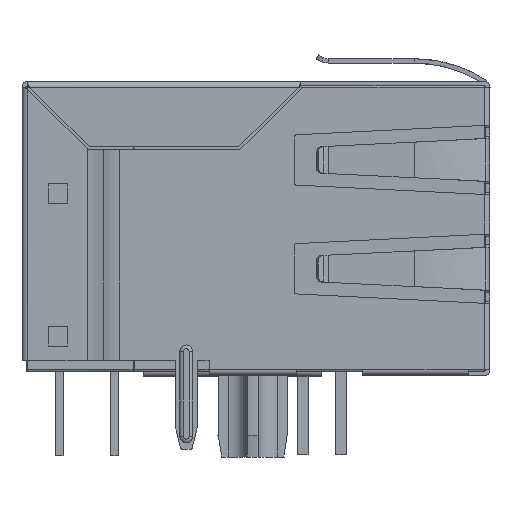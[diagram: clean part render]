
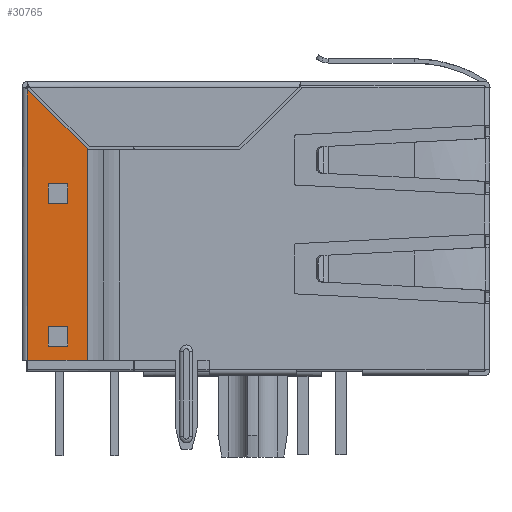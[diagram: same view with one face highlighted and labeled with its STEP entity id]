
A CAD part, left-side view. The second image highlights one B-rep face of the part: STEP entity #30765.
In plain terms, the highlighted face is planar.
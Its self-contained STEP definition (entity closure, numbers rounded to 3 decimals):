
#2719=ORIENTED_EDGE('',*,*,#9046,.F.);
#2720=ORIENTED_EDGE('',*,*,#9048,.F.);
#2721=ORIENTED_EDGE('',*,*,#9039,.F.);
#2722=ORIENTED_EDGE('',*,*,#9043,.F.);
#2723=ORIENTED_EDGE('',*,*,#9058,.F.);
#2724=ORIENTED_EDGE('',*,*,#9060,.F.);
#2725=ORIENTED_EDGE('',*,*,#9051,.F.);
#2726=ORIENTED_EDGE('',*,*,#9055,.F.);
#2727=ORIENTED_EDGE('',*,*,#9065,.T.);
#2728=ORIENTED_EDGE('',*,*,#9035,.T.);
#2729=ORIENTED_EDGE('',*,*,#8949,.T.);
#2730=ORIENTED_EDGE('',*,*,#9063,.T.);
#8949=EDGE_CURVE('',#12149,#12148,#14123,.T.);
#9035=EDGE_CURVE('',#12191,#12149,#14171,.T.);
#9039=EDGE_CURVE('',#12196,#12197,#14175,.T.);
#9043=EDGE_CURVE('',#12199,#12196,#14179,.T.);
#9046=EDGE_CURVE('',#12201,#12199,#14182,.T.);
#9048=EDGE_CURVE('',#12197,#12201,#14184,.T.);
#9051=EDGE_CURVE('',#12204,#12205,#14187,.T.);
#9055=EDGE_CURVE('',#12207,#12204,#14191,.T.);
#9058=EDGE_CURVE('',#12209,#12207,#14194,.T.);
#9060=EDGE_CURVE('',#12205,#12209,#14196,.T.);
#9063=EDGE_CURVE('',#12148,#12211,#14199,.T.);
#9065=EDGE_CURVE('',#12211,#12191,#14201,.T.);
#12148=VERTEX_POINT('',#41574);
#12149=VERTEX_POINT('',#41576);
#12191=VERTEX_POINT('',#41813);
#12196=VERTEX_POINT('',#41837);
#12197=VERTEX_POINT('',#41839);
#12199=VERTEX_POINT('',#41845);
#12201=VERTEX_POINT('',#41851);
#12204=VERTEX_POINT('',#41861);
#12205=VERTEX_POINT('',#41863);
#12207=VERTEX_POINT('',#41869);
#12209=VERTEX_POINT('',#41875);
#12211=VERTEX_POINT('',#41884);
#14123=LINE('',#41575,#16382);
#14171=LINE('',#41829,#16430);
#14175=LINE('',#41838,#16434);
#14179=LINE('',#41846,#16438);
#14182=LINE('',#41852,#16441);
#14184=LINE('',#41855,#16443);
#14187=LINE('',#41862,#16446);
#14191=LINE('',#41870,#16450);
#14194=LINE('',#41876,#16453);
#14196=LINE('',#41879,#16455);
#14199=LINE('',#41885,#16458);
#14201=LINE('',#41889,#16460);
#16382=VECTOR('',#34732,1000.);
#16430=VECTOR('',#34886,1000.);
#16434=VECTOR('',#34894,1000.);
#16438=VECTOR('',#34900,1000.);
#16441=VECTOR('',#34905,1000.);
#16443=VECTOR('',#34909,1000.);
#16446=VECTOR('',#34914,1000.);
#16450=VECTOR('',#34920,1000.);
#16453=VECTOR('',#34925,1000.);
#16455=VECTOR('',#34929,1000.);
#16458=VECTOR('',#34934,1000.);
#16460=VECTOR('',#34940,1000.);
#18376=EDGE_LOOP('',(#2719,#2720,#2721,#2722));
#18377=EDGE_LOOP('',(#2723,#2724,#2725,#2726));
#18378=EDGE_LOOP('',(#2727,#2728,#2729,#2730));
#19720=FACE_BOUND('',#18376,.T.);
#19721=FACE_BOUND('',#18377,.T.);
#19722=FACE_BOUND('',#18378,.T.);
#20984=PLANE('',#32210);
#30765=ADVANCED_FACE('',(#19720,#19721,#19722),#20984,.F.);
#32210=AXIS2_PLACEMENT_3D('',#41890,#34941,#34942);
#34732=DIRECTION('',(0.,-1.,0.));
#34886=DIRECTION('',(0.,0.,1.));
#34894=DIRECTION('',(0.,-1.,0.));
#34900=DIRECTION('',(0.,0.,1.));
#34905=DIRECTION('',(0.,1.,0.));
#34909=DIRECTION('',(0.,0.,-1.));
#34914=DIRECTION('',(0.,-1.,0.));
#34920=DIRECTION('',(0.,0.,1.));
#34925=DIRECTION('',(0.,1.,0.));
#34929=DIRECTION('',(0.,0.,-1.));
#34934=DIRECTION('',(0.,0.,-1.));
#34940=DIRECTION('',(0.,0.707,-0.707));
#34941=DIRECTION('',(-1.,0.,0.));
#34942=DIRECTION('',(0.,-1.,0.));
#41574=CARTESIAN_POINT('',(15.7,7.75,6.05));
#41575=CARTESIAN_POINT('',(15.7,10.591,6.05));
#41576=CARTESIAN_POINT('',(15.7,10.5,6.05));
#41813=CARTESIAN_POINT('',(15.7,10.5,-6.409));
#41829=CARTESIAN_POINT('',(15.7,10.5,-6.409));
#41837=CARTESIAN_POINT('',(15.7,9.55,-1.15));
#41838=CARTESIAN_POINT('',(15.7,9.55,-1.15));
#41839=CARTESIAN_POINT('',(15.7,8.65,-1.15));
#41845=CARTESIAN_POINT('',(15.7,9.55,-2.05));
#41846=CARTESIAN_POINT('',(15.7,9.55,-2.05));
#41851=CARTESIAN_POINT('',(15.7,8.65,-2.05));
#41852=CARTESIAN_POINT('',(15.7,8.65,-2.05));
#41855=CARTESIAN_POINT('',(15.7,8.65,-1.15));
#41861=CARTESIAN_POINT('',(15.7,9.55,5.4));
#41862=CARTESIAN_POINT('',(15.7,9.55,5.4));
#41863=CARTESIAN_POINT('',(15.7,8.65,5.4));
#41869=CARTESIAN_POINT('',(15.7,9.55,4.5));
#41870=CARTESIAN_POINT('',(15.7,9.55,4.5));
#41875=CARTESIAN_POINT('',(15.7,8.65,4.5));
#41876=CARTESIAN_POINT('',(15.7,8.65,4.5));
#41879=CARTESIAN_POINT('',(15.7,8.65,5.4));
#41884=CARTESIAN_POINT('',(15.7,7.75,-3.659));
#41885=CARTESIAN_POINT('',(15.7,7.75,6.05));
#41889=CARTESIAN_POINT('',(15.7,10.591,-6.5));
#41890=CARTESIAN_POINT('',(15.7,10.591,6.05));
